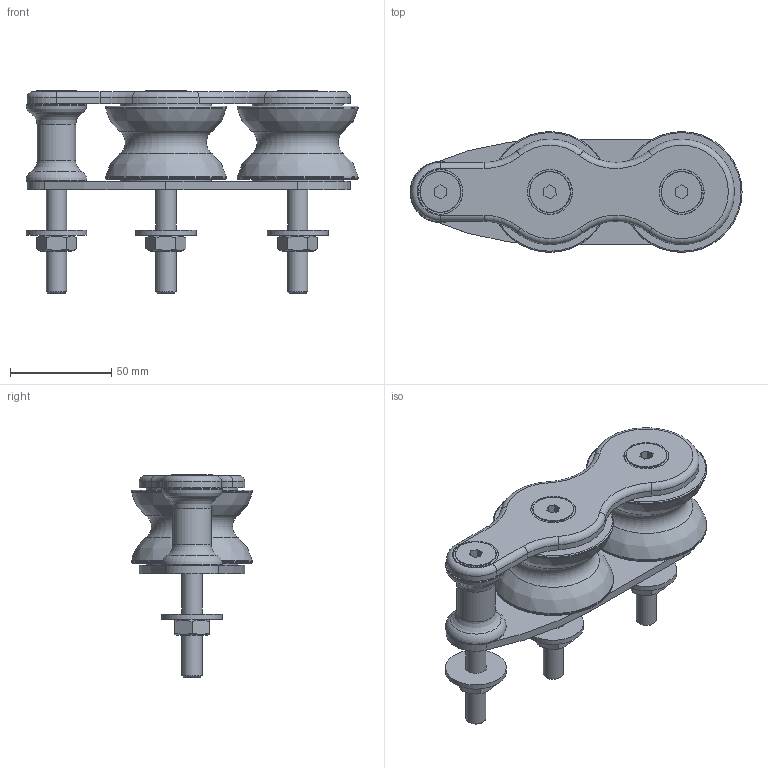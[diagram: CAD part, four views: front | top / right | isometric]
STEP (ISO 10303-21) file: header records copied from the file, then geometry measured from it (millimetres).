
FILE_DESCRIPTION(/* description */ (''),/* implementation_level */ '2;1');
FILE_NAME(/* name */ 'T620.stp',/* time_stamp */ '2016-04-04T10:54:12+02:00',/* author */ ('Nicola'),/* organization */ (''),/* preprocessor_version */ 'ST-DEVELOPER v16.1',/* originating_system */ 'Autodesk Inventor 2016',/* authorisation */ '');
FILE_SCHEMA (('AUTOMOTIVE_DESIGN { 1 0 10303 214 3 1 1 }'));
Length unit declared in the file: millimetre
Products named in the file (1): T620
Bounding box: 163.75 x 59.5 x 100 mm (x, y, z)
Volume: 255927.8 mm3; surface area: 56772.4 mm2
Topology: 1 solids, 3 shells, 171 faces, 371 edges, 241 vertices
Faces by surface type: plane 81, cylinder 49, torus 22, cone 15, bspline 4
Full cylindrical faces by diameter (mm): 10 x8, 10.2 x5, 10.5 x3, 19 x3, 20 x3, 29.9 x2, 30 x3, 45 x4, 59.5 x4
Entity records: 4296 total; most frequent: CARTESIAN_POINT 870, DIRECTION 738, ORIENTED_EDGE 580, AXIS2_PLACEMENT_3D 320, EDGE_CURVE 290, EDGE_LOOP 278, VERTEX_POINT 224, FACE_OUTER_BOUND 171
